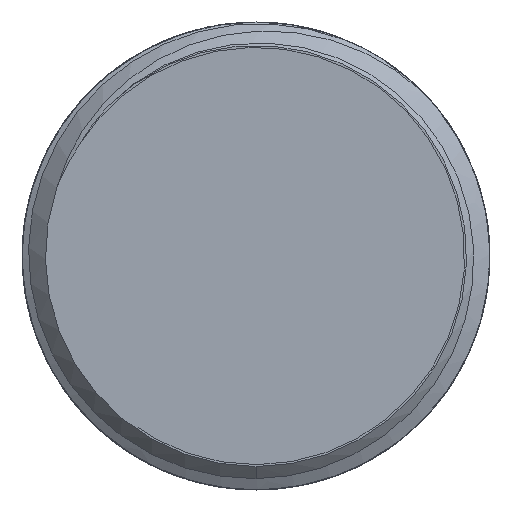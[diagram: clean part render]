
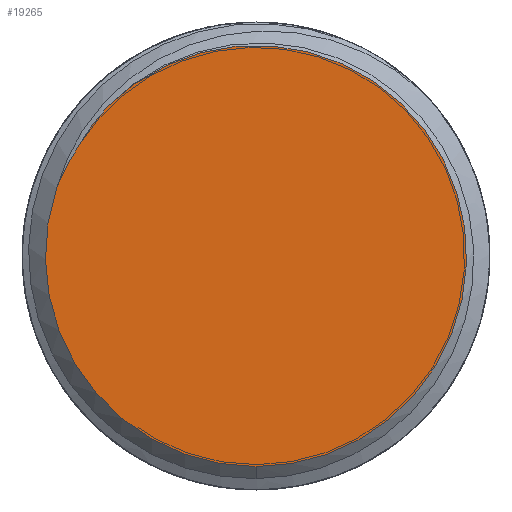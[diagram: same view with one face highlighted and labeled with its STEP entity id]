
A CAD part, left-side view. The second image highlights one B-rep face of the part: STEP entity #19265.
In plain terms, the highlighted planar face has unit normal (-1, 0, 0).
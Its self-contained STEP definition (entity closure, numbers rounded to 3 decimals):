
#8439=CARTESIAN_POINT('',(13.455,4.526,2.852));
#8440=CARTESIAN_POINT('',(13.455,4.647,2.677));
#8441=CARTESIAN_POINT('',(13.455,4.863,2.318));
#8442=CARTESIAN_POINT('',(13.455,5.034,1.943));
#8443=CARTESIAN_POINT('',(13.455,5.108,1.751));
#8445=CARTESIAN_POINT('',(13.455,3.784,3.852));
#8446=CARTESIAN_POINT('',(13.455,3.931,3.696));
#8447=CARTESIAN_POINT('',(13.455,4.2,3.372));
#8448=CARTESIAN_POINT('',(13.455,4.425,3.029));
#8449=CARTESIAN_POINT('',(13.455,4.526,2.852));
#8451=CARTESIAN_POINT('',(13.455,0.,0.));
#8452=DIRECTION('',(-1.,0.,0.));
#8453=DIRECTION('',(0.,0.946,0.324));
#8454=AXIS2_PLACEMENT_3D('',#8451,#8452,#8453);
#8493=CARTESIAN_POINT('',(13.455,0.,0.));
#8494=DIRECTION('',(-1.,0.,0.));
#8495=DIRECTION('',(0.,0.,-1.));
#8496=AXIS2_PLACEMENT_3D('',#8493,#8494,#8495);
#9750=VERTEX_POINT('',#8439);
#9751=VERTEX_POINT('',#8443);
#9752=VERTEX_POINT('',#8445);
#9774=CARTESIAN_POINT('',(13.455,0.,
-5.4));
#9776=VERTEX_POINT('',#9774);
#19251=CARTESIAN_POINT('',(13.455,0.,0.));
#19252=DIRECTION('',(-1.,0.,0.));
#19253=DIRECTION('',(0.,0.,-1.));
#19254=AXIS2_PLACEMENT_3D('',#19251,#19252,#19253);
#19255=PLANE('',#19254);
#19257=ORIENTED_EDGE('',*,*,#19256,.F.);
#19258=ORIENTED_EDGE('',*,*,#19236,.F.);
#19260=ORIENTED_EDGE('',*,*,#19259,.F.);
#19262=ORIENTED_EDGE('',*,*,#19261,.F.);
#19263=EDGE_LOOP('',(#19257,#19258,#19260,#19262));
#19264=FACE_OUTER_BOUND('',#19263,.F.);
#19265=ADVANCED_FACE('',(#19264),#19255,.T.);
#8444=B_SPLINE_CURVE_WITH_KNOTS('',3,(#8439,#8440,#8441,#8442,#8443),
.UNSPECIFIED.,.F.,.F.,(4,1,4),(0.,0.5,1.),.UNSPECIFIED.);
#8450=B_SPLINE_CURVE_WITH_KNOTS('',3,(#8445,#8446,#8447,#8448,#8449),
.UNSPECIFIED.,.F.,.F.,(4,1,4),(0.,0.5,1.),.UNSPECIFIED.);
#8455=CIRCLE('',#8454,5.4);
#8497=CIRCLE('',#8496,5.4);
#19236=EDGE_CURVE('',#9752,#9750,#8450,.T.);
#19256=EDGE_CURVE('',#9750,#9751,#8444,.T.);
#19259=EDGE_CURVE('',#9776,#9752,#8497,.T.);
#19261=EDGE_CURVE('',#9751,#9776,#8455,.T.);
